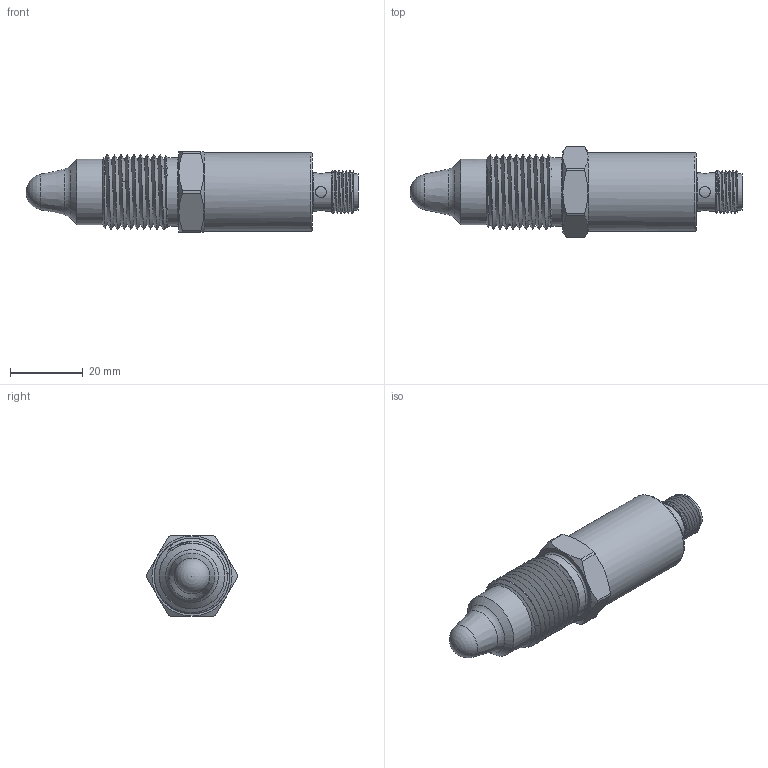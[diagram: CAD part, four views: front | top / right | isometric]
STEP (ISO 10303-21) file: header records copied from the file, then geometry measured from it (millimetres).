
FILE_DESCRIPTION(/* description */ (''),/* implementation_level */ '2;1');
FILE_NAME(/* name */ 'LS280-28L-基本型.stp',/* time_stamp */ '2021-12-13T13:48:29+08:00',/* author */ (''),/* organization */ (''),/* preprocessor_version */ 'ST-DEVELOPER v16',/* originating_system */ 'SIEMENS PLM Software NX 10.0',/* authorisation */ '');
FILE_SCHEMA (('CONFIG_CONTROL_DESIGN'));
Length unit declared in the file: millimetre
Products named in the file (1): LS280-基本型_x_t
Bounding box: 91.2 x 25 x 22 mm (x, y, z)
Volume: 23766.1 mm3; surface area: 7997.5 mm2
Topology: 1 solids, 1 shells, 84 faces, 214 edges, 136 vertices
Faces by surface type: cylinder 27, bspline 18, cone 15, plane 14, sphere 6, torus 4
Full cylindrical faces by diameter (mm): 1 x5, 3 x4, 8.4 x1, 9.7 x1, 9.8 x1, 10.1 x1, 10.6 x1, 18 x1, 18.8 x1, 21.6 x1
Entity records: 4821 total; most frequent: CARTESIAN_POINT 3220, ORIENTED_EDGE 298, DIRECTION 254, EDGE_CURVE 149, EDGE_LOOP 129, AXIS2_PLACEMENT_3D 121, VERTEX_POINT 108, ADVANCED_FACE 82
